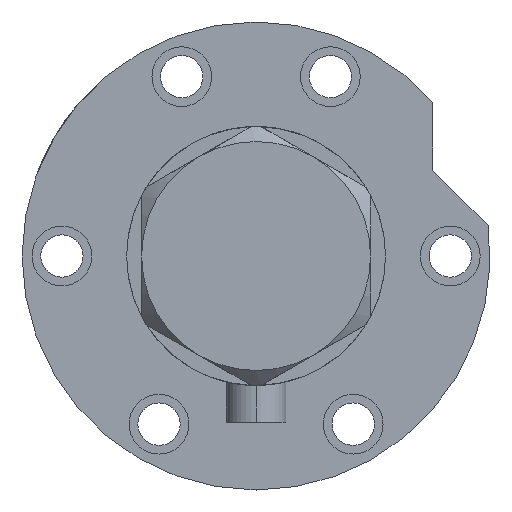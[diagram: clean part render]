
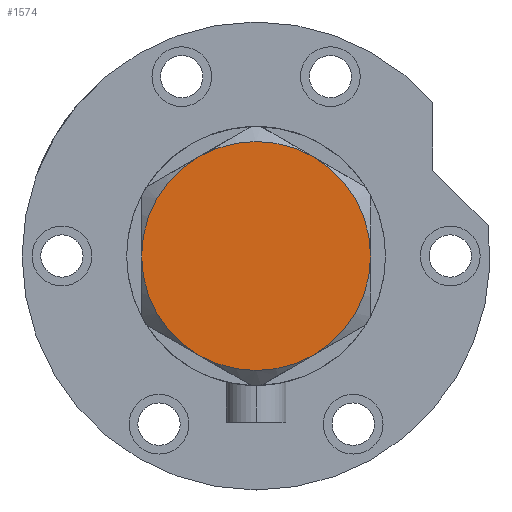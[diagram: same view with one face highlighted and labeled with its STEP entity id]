
A CAD part, left-side view. The second image highlights one B-rep face of the part: STEP entity #1574.
In plain terms, the highlighted face is planar.
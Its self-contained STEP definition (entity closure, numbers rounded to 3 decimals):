
#40 = DIRECTION ( 'NONE',  ( 1., 0., 0. ) ) ;
#266 = DIRECTION ( 'NONE',  ( 1., 0., 0. ) ) ;
#283 = VERTEX_POINT ( 'NONE', #3288 ) ;
#330 = CIRCLE ( 'NONE', #2320, 23. ) ;
#569 = CARTESIAN_POINT ( 'NONE',  ( 0., 0., 9. ) ) ;
#822 = CARTESIAN_POINT ( 'NONE',  ( 23., 0., 9. ) ) ;
#1082 = ORIENTED_EDGE ( 'NONE', *, *, #3527, .T. ) ;
#1141 = DIRECTION ( 'NONE',  ( 0., 0., 1. ) ) ;
#1144 = ORIENTED_EDGE ( 'NONE', *, *, #3346, .T. ) ;
#1574 = ADVANCED_FACE ( 'NONE', ( #4606 ), #4536, .T. ) ;
#1601 = CARTESIAN_POINT ( 'NONE',  ( 0., 0., 9. ) ) ;
#1607 = CARTESIAN_POINT ( 'NONE',  ( 0., 0., 9. ) ) ;
#1707 = CIRCLE ( 'NONE', #5674, 23. ) ;
#1818 = ORIENTED_EDGE ( 'NONE', *, *, #3764, .T. ) ;
#1856 = EDGE_CURVE ( 'NONE', #283, #3926, #3095, .T. ) ;
#1948 = VERTEX_POINT ( 'NONE', #2662 ) ;
#2046 = CARTESIAN_POINT ( 'NONE',  ( -11.5, -19.919, 9. ) ) ;
#2089 = DIRECTION ( 'NONE',  ( 0., 0., 1. ) ) ;
#2175 = VERTEX_POINT ( 'NONE', #822 ) ;
#2243 = DIRECTION ( 'NONE',  ( 0., 0., 1. ) ) ;
#2320 = AXIS2_PLACEMENT_3D ( 'NONE', #5216, #2243, #3645 ) ;
#2426 = CIRCLE ( 'NONE', #5876, 23. ) ;
#2598 = EDGE_CURVE ( 'NONE', #1948, #283, #6071, .T. ) ;
#2618 = ORIENTED_EDGE ( 'NONE', *, *, #4180, .T. ) ;
#2662 = CARTESIAN_POINT ( 'NONE',  ( -11.5, 19.919, 9. ) ) ;
#2685 = CARTESIAN_POINT ( 'NONE',  ( 11.5, -19.919, 9. ) ) ;
#2747 = AXIS2_PLACEMENT_3D ( 'NONE', #4774, #3259, #4803 ) ;
#2834 = DIRECTION ( 'NONE',  ( 1., 0., 0. ) ) ;
#3050 = CIRCLE ( 'NONE', #2747, 23. ) ;
#3095 = CIRCLE ( 'NONE', #5944, 23. ) ;
#3174 = DIRECTION ( 'NONE',  ( 0., 0., 1. ) ) ;
#3259 = DIRECTION ( 'NONE',  ( 0., 0., 1. ) ) ;
#3288 = CARTESIAN_POINT ( 'NONE',  ( -23., 0., 9. ) ) ;
#3346 = EDGE_CURVE ( 'NONE', #2175, #3689, #330, .T. ) ;
#3527 = EDGE_CURVE ( 'NONE', #5832, #2175, #2426, .T. ) ;
#3572 = DIRECTION ( 'NONE',  ( 1., 0., 0. ) ) ;
#3645 = DIRECTION ( 'NONE',  ( 1., 0., 0. ) ) ;
#3689 = VERTEX_POINT ( 'NONE', #4184 ) ;
#3764 = EDGE_CURVE ( 'NONE', #3689, #1948, #1707, .T. ) ;
#3926 = VERTEX_POINT ( 'NONE', #2046 ) ;
#4180 = EDGE_CURVE ( 'NONE', #3926, #5832, #3050, .T. ) ;
#4184 = CARTESIAN_POINT ( 'NONE',  ( 11.5, 19.919, 9. ) ) ;
#4236 = DIRECTION ( 'NONE',  ( 0., 0., 1. ) ) ;
#4404 = ORIENTED_EDGE ( 'NONE', *, *, #2598, .T. ) ;
#4536 = PLANE ( 'NONE',  #5518 ) ;
#4592 = DIRECTION ( 'NONE',  ( 1., 0., 0. ) ) ;
#4606 = FACE_OUTER_BOUND ( 'NONE', #5543, .T. ) ;
#4710 = ORIENTED_EDGE ( 'NONE', *, *, #1856, .T. ) ;
#4774 = CARTESIAN_POINT ( 'NONE',  ( 0., 0., 9. ) ) ;
#4803 = DIRECTION ( 'NONE',  ( 1., 0., 0. ) ) ;
#5216 = CARTESIAN_POINT ( 'NONE',  ( 0., 0., 9. ) ) ;
#5289 = CARTESIAN_POINT ( 'NONE',  ( 0., 0., 9. ) ) ;
#5518 = AXIS2_PLACEMENT_3D ( 'NONE', #1607, #1141, #40 ) ;
#5543 = EDGE_LOOP ( 'NONE', ( #1082, #1144, #1818, #4404, #4710, #2618 ) ) ;
#5674 = AXIS2_PLACEMENT_3D ( 'NONE', #5764, #3174, #266 ) ;
#5764 = CARTESIAN_POINT ( 'NONE',  ( 0., 0., 9. ) ) ;
#5832 = VERTEX_POINT ( 'NONE', #2685 ) ;
#5852 = AXIS2_PLACEMENT_3D ( 'NONE', #5289, #4236, #2834 ) ;
#5876 = AXIS2_PLACEMENT_3D ( 'NONE', #569, #6013, #4592 ) ;
#5944 = AXIS2_PLACEMENT_3D ( 'NONE', #1601, #2089, #3572 ) ;
#6013 = DIRECTION ( 'NONE',  ( 0., 0., 1. ) ) ;
#6071 = CIRCLE ( 'NONE', #5852, 23. ) ;
